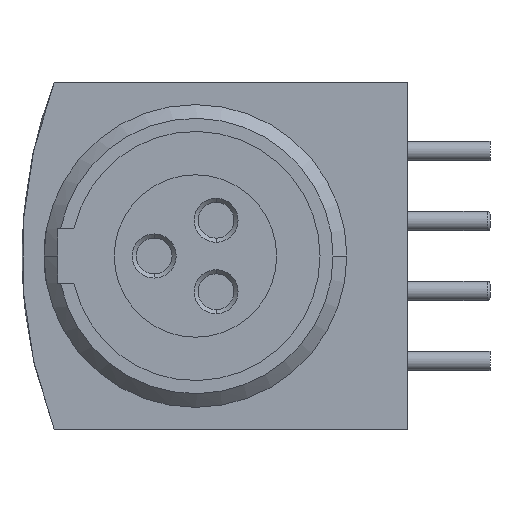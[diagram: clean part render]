
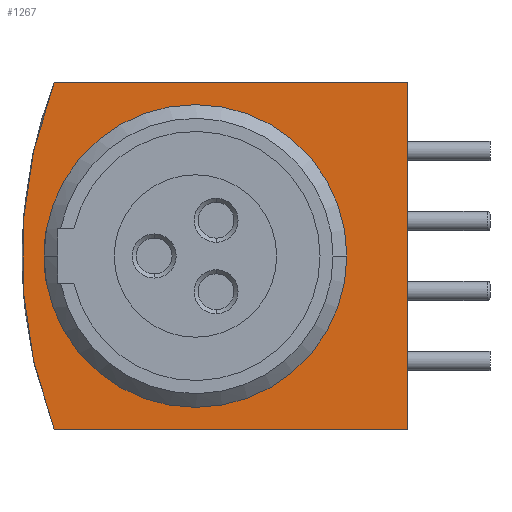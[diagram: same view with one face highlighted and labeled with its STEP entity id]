
A CAD part, left-side view. The second image highlights one B-rep face of the part: STEP entity #1267.
In plain terms, the highlighted planar face has unit normal (-1, 0, 0).
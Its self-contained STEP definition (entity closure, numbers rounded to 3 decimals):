
#195=CARTESIAN_POINT('',(1.6,0.,0.));
#196=DIRECTION('',(1.,0.,0.));
#197=DIRECTION('',(0.,1.,0.));
#198=AXIS2_PLACEMENT_3D('',#195,#196,#197);
#267=CARTESIAN_POINT('',(1.6,0.,0.));
#268=DIRECTION('',(1.,0.,0.));
#269=DIRECTION('',(0.,-1.,0.));
#270=AXIS2_PLACEMENT_3D('',#267,#268,#269);
#276=CARTESIAN_POINT('',(1.6,-11.2,0.));
#277=DIRECTION('',(-1.,0.,0.));
#278=DIRECTION('',(0.,0.933,0.36));
#279=AXIS2_PLACEMENT_3D('',#276,#277,#278);
#281=DIRECTION('',(0.,1.,0.));
#282=VECTOR('',#281,12.827);
#283=CARTESIAN_POINT('',(1.6,-7.7,6.3));
#284=LINE('',#283,#282);
#285=DIRECTION('',(0.,0.,1.));
#286=VECTOR('',#285,12.6);
#287=CARTESIAN_POINT('',(1.6,-7.7,-6.3));
#288=LINE('',#287,#286);
#289=DIRECTION('',(0.,-1.,0.));
#290=VECTOR('',#289,12.827);
#291=CARTESIAN_POINT('',(1.6,5.127,-6.3));
#292=LINE('',#291,#290);
#847=CARTESIAN_POINT('',(1.6,5.127,-6.3));
#848=CARTESIAN_POINT('',(1.6,-7.7,-6.3));
#849=VERTEX_POINT('',#847);
#850=VERTEX_POINT('',#848);
#851=CARTESIAN_POINT('',(1.6,-7.7,6.3));
#852=VERTEX_POINT('',#851);
#853=CARTESIAN_POINT('',(1.6,5.127,6.3));
#854=VERTEX_POINT('',#853);
#909=CARTESIAN_POINT('',(1.6,-5.5,0.));
#910=VERTEX_POINT('',#909);
#911=CARTESIAN_POINT('',(1.6,5.5,0.));
#912=VERTEX_POINT('',#911);
#1248=CARTESIAN_POINT('',(1.6,0.,0.));
#1249=DIRECTION('',(1.,0.,0.));
#1250=DIRECTION('',(0.,0.,-1.));
#1251=AXIS2_PLACEMENT_3D('',#1248,#1249,#1250);
#1252=PLANE('',#1251);
#1254=ORIENTED_EDGE('',*,*,#1253,.F.);
#1256=ORIENTED_EDGE('',*,*,#1255,.F.);
#1258=ORIENTED_EDGE('',*,*,#1257,.F.);
#1260=ORIENTED_EDGE('',*,*,#1259,.F.);
#1261=EDGE_LOOP('',(#1254,#1256,#1258,#1260));
#1262=FACE_OUTER_BOUND('',#1261,.F.);
#1263=ORIENTED_EDGE('',*,*,#1166,.F.);
#1264=ORIENTED_EDGE('',*,*,#1235,.F.);
#1265=EDGE_LOOP('',(#1263,#1264));
#1266=FACE_BOUND('',#1265,.F.);
#199=CIRCLE('',#198,5.5);
#271=CIRCLE('',#270,5.5);
#280=CIRCLE('',#279,17.5);
#1166=EDGE_CURVE('',#912,#910,#199,.T.);
#1235=EDGE_CURVE('',#910,#912,#271,.T.);
#1253=EDGE_CURVE('',#854,#849,#280,.T.);
#1255=EDGE_CURVE('',#852,#854,#284,.T.);
#1257=EDGE_CURVE('',#850,#852,#288,.T.);
#1259=EDGE_CURVE('',#849,#850,#292,.T.);
#1267=ADVANCED_FACE('',(#1262,#1266),#1252,.F.);
